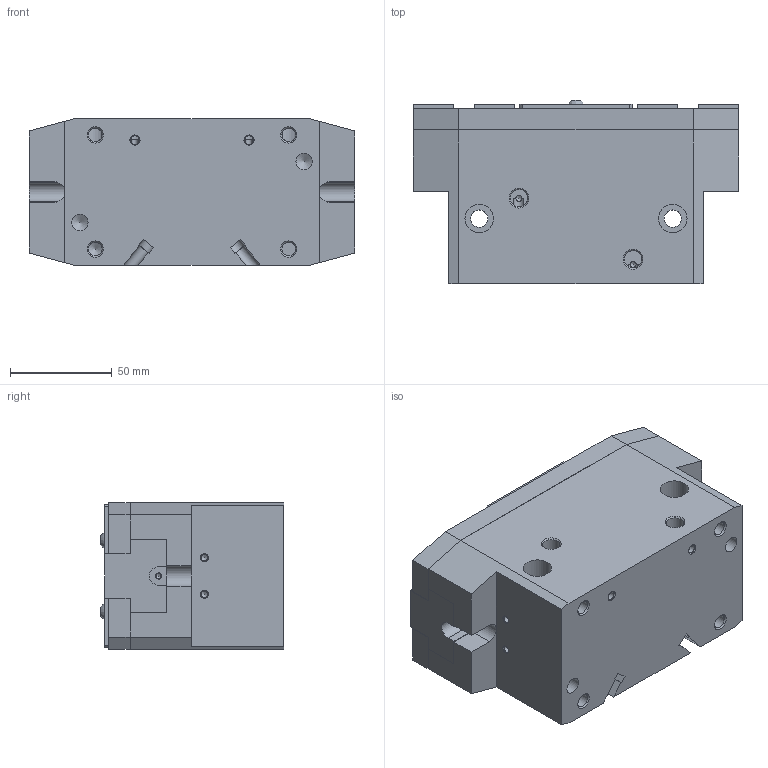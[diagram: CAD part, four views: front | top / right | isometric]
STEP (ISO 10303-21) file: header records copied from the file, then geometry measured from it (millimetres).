
FILE_DESCRIPTION( ( 'STEP AP203' ), '1' );
FILE_NAME( 'QPG216S_OP160SNC_0_2_03.stp', ' ', ( ' ' ), ( ' ' ), 'PSStep 15.0.47', 'PARTsolutions', ' ' );
FILE_SCHEMA( ( 'CONFIG_CONTROL_DESIGN' ) );
Length unit declared in the file: millimetre
Products named in the file (3): QPG216S OP160SNC 0; _QPG216-001; _OPG216S-009
Assembly tree (3 placements, depth 2):
  QPG216S OP160SNC 0
    _QPG216-001
    _OPG216S-009  x2
Bounding box: 160 x 90.2 x 72 mm (x, y, z)
Volume: 823472.2 mm3; surface area: 116383.5 mm2
Topology: 3 solids, 3 shells, 322 faces, 810 edges, 527 vertices
Faces by surface type: plane 217, cylinder 58, cone 45, bspline 2
Full cylindrical faces by diameter (mm): 2.459 x2, 3 x2, 3.242 x4, 4.134 x2, 5 x2, 6.647 x8, 8 x6, 8.5 x2, 8.566 x2, 10 x6, 10.22 x4, 13 x4, 14 x6
Entity records: 8274 total; most frequent: CARTESIAN_POINT 1632, DIRECTION 1316, ORIENTED_EDGE 1210, EDGE_CURVE 605, LINE 464, VECTOR 464, VERTEX_POINT 454, AXIS2_PLACEMENT_3D 426
